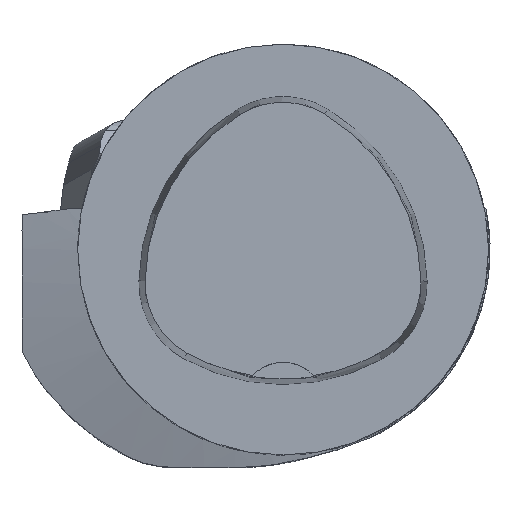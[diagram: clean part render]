
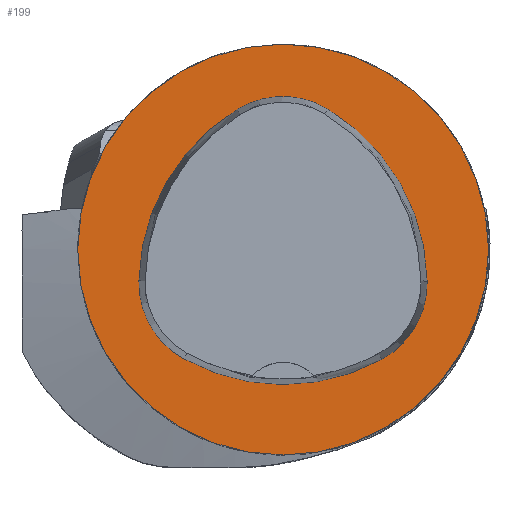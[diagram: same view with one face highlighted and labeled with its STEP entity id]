
A CAD part, top view. The second image highlights one B-rep face of the part: STEP entity #199.
In plain terms, the highlighted planar face has unit normal (0, 0, 1).
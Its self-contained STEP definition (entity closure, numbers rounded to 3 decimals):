
#88=FACE_BOUND('',#443,.T.);
#89=FACE_BOUND('',#444,.T.);
#199=ADVANCED_FACE('',(#88,#89),#277,.T.);
#277=PLANE('',#1898);
#443=EDGE_LOOP('',(#723,#724,#725,#726,#727,#728));
#444=EDGE_LOOP('',(#729));
#520=CIRCLE('',#1865,20.);
#521=CIRCLE('',#1876,20.);
#523=CIRCLE('',#1879,8.5);
#525=CIRCLE('',#1882,20.);
#527=CIRCLE('',#1885,8.5);
#531=CIRCLE('',#1890,20.);
#533=CIRCLE('',#1893,8.5);
#723=ORIENTED_EDGE('',*,*,#1321,.T.);
#724=ORIENTED_EDGE('',*,*,#1301,.T.);
#725=ORIENTED_EDGE('',*,*,#1305,.T.);
#726=ORIENTED_EDGE('',*,*,#1308,.T.);
#727=ORIENTED_EDGE('',*,*,#1311,.T.);
#728=ORIENTED_EDGE('',*,*,#1319,.T.);
#729=ORIENTED_EDGE('',*,*,#1283,.F.);
#1103=VERTEX_POINT('',#2798);
#1120=VERTEX_POINT('',#2834);
#1121=VERTEX_POINT('',#2835);
#1124=VERTEX_POINT('',#2843);
#1126=VERTEX_POINT('',#2849);
#1128=VERTEX_POINT('',#2855);
#1135=VERTEX_POINT('',#2876);
#1283=EDGE_CURVE('',#1103,#1103,#520,.T.);
#1301=EDGE_CURVE('',#1120,#1121,#521,.T.);
#1305=EDGE_CURVE('',#1121,#1124,#523,.T.);
#1308=EDGE_CURVE('',#1124,#1126,#525,.T.);
#1311=EDGE_CURVE('',#1126,#1128,#527,.T.);
#1319=EDGE_CURVE('',#1128,#1135,#531,.T.);
#1321=EDGE_CURVE('',#1135,#1120,#533,.T.);
#1865=AXIS2_PLACEMENT_3D('',#2797,#2133,#2134);
#1876=AXIS2_PLACEMENT_3D('',#2833,#2163,#2164);
#1879=AXIS2_PLACEMENT_3D('',#2842,#2171,#2172);
#1882=AXIS2_PLACEMENT_3D('',#2848,#2178,#2179);
#1885=AXIS2_PLACEMENT_3D('',#2854,#2185,#2186);
#1890=AXIS2_PLACEMENT_3D('',#2877,#2197,#2198);
#1893=AXIS2_PLACEMENT_3D('',#2880,#2203,#2204);
#1898=AXIS2_PLACEMENT_3D('',#2885,#2213,#2214);
#2133=DIRECTION('',(0.,0.,-1.));
#2134=DIRECTION('',(-1.,0.,0.));
#2163=DIRECTION('',(0.,0.,-1.));
#2164=DIRECTION('',(-1.,0.,0.));
#2171=DIRECTION('',(0.,0.,-1.));
#2172=DIRECTION('',(-1.,0.,0.));
#2178=DIRECTION('',(0.,0.,-1.));
#2179=DIRECTION('',(-1.,0.,0.));
#2185=DIRECTION('',(0.,0.,-1.));
#2186=DIRECTION('',(-1.,0.,0.));
#2197=DIRECTION('',(0.,0.,-1.));
#2198=DIRECTION('',(-1.,0.,0.));
#2203=DIRECTION('',(0.,0.,-1.));
#2204=DIRECTION('',(-1.,0.,0.));
#2213=DIRECTION('',(0.,0.,1.));
#2214=DIRECTION('',(1.,0.,0.));
#2797=CARTESIAN_POINT('',(0.,0.,0.));
#2798=CARTESIAN_POINT('',(-20.,0.,0.));
#2833=CARTESIAN_POINT('',(5.955,-3.414,0.));
#2834=CARTESIAN_POINT('',(-14.041,-3.042,0.));
#2835=CARTESIAN_POINT('',(-4.472,13.653,0.));
#2842=CARTESIAN_POINT('',(-0.04,6.4,0.));
#2843=CARTESIAN_POINT('',(4.347,13.68,0.));
#2848=CARTESIAN_POINT('',(-5.976,-3.45,0.));
#2849=CARTESIAN_POINT('',(14.021,-3.075,0.));
#2854=CARTESIAN_POINT('',(5.522,-3.235,0.));
#2855=CARTESIAN_POINT('',(9.588,-10.699,0.));
#2876=CARTESIAN_POINT('',(-9.655,-10.639,0.));
#2877=CARTESIAN_POINT('',(0.022,6.864,0.));
#2880=CARTESIAN_POINT('',(-5.543,-3.2,0.));
#2885=CARTESIAN_POINT('',(0.,0.,0.));
